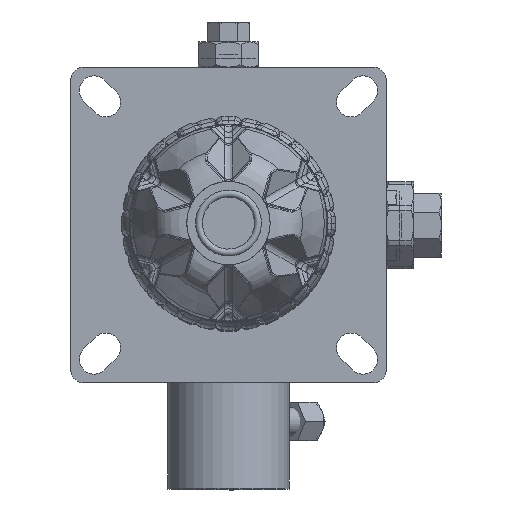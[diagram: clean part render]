
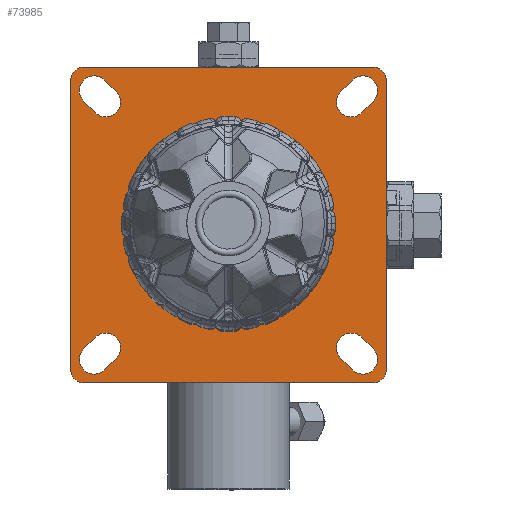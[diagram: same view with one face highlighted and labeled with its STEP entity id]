
A CAD part, top view. The second image highlights one B-rep face of the part: STEP entity #73985.
In plain terms, the highlighted planar face has unit normal (0, 0, 1).
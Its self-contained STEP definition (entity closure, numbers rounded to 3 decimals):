
#7950=FACE_BOUND('',#20375,.T.);
#7951=FACE_BOUND('',#20376,.T.);
#7952=FACE_BOUND('',#20377,.T.);
#7953=FACE_BOUND('',#20378,.T.);
#10150=LINE('',#109958,#12785);
#10151=LINE('',#109962,#12786);
#10152=LINE('',#109966,#12787);
#10153=LINE('',#109969,#12788);
#10154=LINE('',#109972,#12789);
#10155=LINE('',#109976,#12790);
#10156=LINE('',#109980,#12791);
#10157=LINE('',#109984,#12792);
#10158=LINE('',#109988,#12793);
#10159=LINE('',#109992,#12794);
#10160=LINE('',#109996,#12795);
#10161=LINE('',#110000,#12796);
#12785=VECTOR('',#88923,10.);
#12786=VECTOR('',#88926,10.);
#12787=VECTOR('',#88929,10.);
#12788=VECTOR('',#88932,10.);
#12789=VECTOR('',#88933,10.);
#12790=VECTOR('',#88936,10.);
#12791=VECTOR('',#88939,10.);
#12792=VECTOR('',#88942,10.);
#12793=VECTOR('',#88945,10.);
#12794=VECTOR('',#88948,10.);
#12795=VECTOR('',#88951,10.);
#12796=VECTOR('',#88954,10.);
#15684=FACE_OUTER_BOUND('',#20374,.T.);
#20374=EDGE_LOOP('',(#52438,#52439,#52440,#52441,#52442,#52443,#52444,#52445));
#20375=EDGE_LOOP('',(#52446,#52447,#52448,#52449));
#20376=EDGE_LOOP('',(#52450,#52451,#52452,#52453));
#20377=EDGE_LOOP('',(#52454,#52455,#52456,#52457));
#20378=EDGE_LOOP('',(#52458,#52459,#52460,#52461));
#24515=CIRCLE('',#79387,8.);
#24516=CIRCLE('',#79388,8.);
#24517=CIRCLE('',#79389,8.);
#24518=CIRCLE('',#79390,8.);
#24519=CIRCLE('',#79391,8.5);
#24520=CIRCLE('',#79392,8.5);
#24521=CIRCLE('',#79393,8.5);
#24522=CIRCLE('',#79394,8.5);
#24523=CIRCLE('',#79395,8.5);
#24524=CIRCLE('',#79396,8.5);
#24525=CIRCLE('',#79397,8.5);
#24526=CIRCLE('',#79398,8.5);
#29453=VERTEX_POINT('',#109954);
#29454=VERTEX_POINT('',#109955);
#29455=VERTEX_POINT('',#109957);
#29456=VERTEX_POINT('',#109959);
#29457=VERTEX_POINT('',#109961);
#29458=VERTEX_POINT('',#109963);
#29459=VERTEX_POINT('',#109965);
#29460=VERTEX_POINT('',#109967);
#29461=VERTEX_POINT('',#109970);
#29462=VERTEX_POINT('',#109971);
#29463=VERTEX_POINT('',#109973);
#29464=VERTEX_POINT('',#109975);
#29465=VERTEX_POINT('',#109978);
#29466=VERTEX_POINT('',#109979);
#29467=VERTEX_POINT('',#109981);
#29468=VERTEX_POINT('',#109983);
#29469=VERTEX_POINT('',#109986);
#29470=VERTEX_POINT('',#109987);
#29471=VERTEX_POINT('',#109989);
#29472=VERTEX_POINT('',#109991);
#29473=VERTEX_POINT('',#109994);
#29474=VERTEX_POINT('',#109995);
#29475=VERTEX_POINT('',#109997);
#29476=VERTEX_POINT('',#109999);
#37500=EDGE_CURVE('',#29453,#29454,#24515,.T.);
#37501=EDGE_CURVE('',#29455,#29453,#10150,.T.);
#37502=EDGE_CURVE('',#29456,#29455,#24516,.T.);
#37503=EDGE_CURVE('',#29457,#29456,#10151,.T.);
#37504=EDGE_CURVE('',#29458,#29457,#24517,.T.);
#37505=EDGE_CURVE('',#29459,#29458,#10152,.T.);
#37506=EDGE_CURVE('',#29460,#29459,#24518,.T.);
#37507=EDGE_CURVE('',#29454,#29460,#10153,.T.);
#37508=EDGE_CURVE('',#29461,#29462,#10154,.T.);
#37509=EDGE_CURVE('',#29462,#29463,#24519,.T.);
#37510=EDGE_CURVE('',#29463,#29464,#10155,.T.);
#37511=EDGE_CURVE('',#29464,#29461,#24520,.T.);
#37512=EDGE_CURVE('',#29465,#29466,#10156,.T.);
#37513=EDGE_CURVE('',#29466,#29467,#24521,.T.);
#37514=EDGE_CURVE('',#29467,#29468,#10157,.T.);
#37515=EDGE_CURVE('',#29468,#29465,#24522,.T.);
#37516=EDGE_CURVE('',#29469,#29470,#10158,.T.);
#37517=EDGE_CURVE('',#29470,#29471,#24523,.T.);
#37518=EDGE_CURVE('',#29471,#29472,#10159,.T.);
#37519=EDGE_CURVE('',#29472,#29469,#24524,.T.);
#37520=EDGE_CURVE('',#29473,#29474,#10160,.T.);
#37521=EDGE_CURVE('',#29474,#29475,#24525,.T.);
#37522=EDGE_CURVE('',#29475,#29476,#10161,.T.);
#37523=EDGE_CURVE('',#29476,#29473,#24526,.T.);
#52438=ORIENTED_EDGE('',*,*,#37500,.F.);
#52439=ORIENTED_EDGE('',*,*,#37501,.F.);
#52440=ORIENTED_EDGE('',*,*,#37502,.F.);
#52441=ORIENTED_EDGE('',*,*,#37503,.F.);
#52442=ORIENTED_EDGE('',*,*,#37504,.F.);
#52443=ORIENTED_EDGE('',*,*,#37505,.F.);
#52444=ORIENTED_EDGE('',*,*,#37506,.F.);
#52445=ORIENTED_EDGE('',*,*,#37507,.F.);
#52446=ORIENTED_EDGE('',*,*,#37508,.T.);
#52447=ORIENTED_EDGE('',*,*,#37509,.T.);
#52448=ORIENTED_EDGE('',*,*,#37510,.T.);
#52449=ORIENTED_EDGE('',*,*,#37511,.T.);
#52450=ORIENTED_EDGE('',*,*,#37512,.T.);
#52451=ORIENTED_EDGE('',*,*,#37513,.T.);
#52452=ORIENTED_EDGE('',*,*,#37514,.T.);
#52453=ORIENTED_EDGE('',*,*,#37515,.T.);
#52454=ORIENTED_EDGE('',*,*,#37516,.T.);
#52455=ORIENTED_EDGE('',*,*,#37517,.T.);
#52456=ORIENTED_EDGE('',*,*,#37518,.T.);
#52457=ORIENTED_EDGE('',*,*,#37519,.T.);
#52458=ORIENTED_EDGE('',*,*,#37520,.T.);
#52459=ORIENTED_EDGE('',*,*,#37521,.T.);
#52460=ORIENTED_EDGE('',*,*,#37522,.T.);
#52461=ORIENTED_EDGE('',*,*,#37523,.T.);
#67688=PLANE('',#79386);
#73985=ADVANCED_FACE('',(#15684,#7950,#7951,#7952,#7953),#67688,.T.);
#79386=AXIS2_PLACEMENT_3D('',#109953,#88919,#88920);
#79387=AXIS2_PLACEMENT_3D('',#109956,#88921,#88922);
#79388=AXIS2_PLACEMENT_3D('',#109960,#88924,#88925);
#79389=AXIS2_PLACEMENT_3D('',#109964,#88927,#88928);
#79390=AXIS2_PLACEMENT_3D('',#109968,#88930,#88931);
#79391=AXIS2_PLACEMENT_3D('',#109974,#88934,#88935);
#79392=AXIS2_PLACEMENT_3D('',#109977,#88937,#88938);
#79393=AXIS2_PLACEMENT_3D('',#109982,#88940,#88941);
#79394=AXIS2_PLACEMENT_3D('',#109985,#88943,#88944);
#79395=AXIS2_PLACEMENT_3D('',#109990,#88946,#88947);
#79396=AXIS2_PLACEMENT_3D('',#109993,#88949,#88950);
#79397=AXIS2_PLACEMENT_3D('',#109998,#88952,#88953);
#79398=AXIS2_PLACEMENT_3D('',#110001,#88955,#88956);
#88919=DIRECTION('center_axis',(0.,0.,1.));
#88920=DIRECTION('ref_axis',(1.,0.,0.));
#88921=DIRECTION('center_axis',(0.,0.,-1.));
#88922=DIRECTION('ref_axis',(-1.,0.,0.));
#88923=DIRECTION('',(1.,0.,0.));
#88924=DIRECTION('center_axis',(0.,0.,-1.));
#88925=DIRECTION('ref_axis',(0.,-1.,0.));
#88926=DIRECTION('',(0.,1.,0.));
#88927=DIRECTION('center_axis',(0.,0.,-1.));
#88928=DIRECTION('ref_axis',(1.,0.,0.));
#88929=DIRECTION('',(-1.,0.,0.));
#88930=DIRECTION('center_axis',(0.,0.,-1.));
#88931=DIRECTION('ref_axis',(0.,1.,0.));
#88932=DIRECTION('',(0.,-1.,0.));
#88933=DIRECTION('',(-0.707,0.707,0.));
#88934=DIRECTION('center_axis',(0.,0.,-1.));
#88935=DIRECTION('ref_axis',(0.707,0.707,0.));
#88936=DIRECTION('',(0.707,-0.707,0.));
#88937=DIRECTION('center_axis',(0.,0.,-1.));
#88938=DIRECTION('ref_axis',(-0.707,-0.707,0.));
#88939=DIRECTION('',(-0.707,-0.707,0.));
#88940=DIRECTION('center_axis',(0.,0.,-1.));
#88941=DIRECTION('ref_axis',(-0.707,0.707,0.));
#88942=DIRECTION('',(0.707,0.707,0.));
#88943=DIRECTION('center_axis',(0.,0.,-1.));
#88944=DIRECTION('ref_axis',(0.707,-0.707,0.));
#88945=DIRECTION('',(0.707,-0.707,0.));
#88946=DIRECTION('center_axis',(0.,0.,-1.));
#88947=DIRECTION('ref_axis',(-0.707,-0.707,0.));
#88948=DIRECTION('',(-0.707,0.707,0.));
#88949=DIRECTION('center_axis',(0.,0.,-1.));
#88950=DIRECTION('ref_axis',(0.707,0.707,0.));
#88951=DIRECTION('',(0.707,0.707,0.));
#88952=DIRECTION('center_axis',(0.,0.,-1.));
#88953=DIRECTION('ref_axis',(0.707,-0.707,0.));
#88954=DIRECTION('',(-0.707,-0.707,0.));
#88955=DIRECTION('center_axis',(0.,0.,-1.));
#88956=DIRECTION('ref_axis',(-0.707,0.707,0.));
#109953=CARTESIAN_POINT('Origin',(0.,0.,
4.));
#109954=CARTESIAN_POINT('',(83.,91.,4.));
#109955=CARTESIAN_POINT('',(91.,83.,4.));
#109956=CARTESIAN_POINT('Origin',(83.,83.,4.));
#109957=CARTESIAN_POINT('',(-83.,91.,4.));
#109958=CARTESIAN_POINT('',(-83.,91.,4.));
#109959=CARTESIAN_POINT('',(-91.,83.,4.));
#109960=CARTESIAN_POINT('Origin',(-83.,83.,4.));
#109961=CARTESIAN_POINT('',(-91.,-83.,4.));
#109962=CARTESIAN_POINT('',(-91.,-83.,4.));
#109963=CARTESIAN_POINT('',(-83.,-91.,4.));
#109964=CARTESIAN_POINT('Origin',(-83.,-83.,4.));
#109965=CARTESIAN_POINT('',(83.,-91.,4.));
#109966=CARTESIAN_POINT('',(83.,-91.,4.));
#109967=CARTESIAN_POINT('',(91.,-83.,4.));
#109968=CARTESIAN_POINT('Origin',(83.,-83.,4.));
#109969=CARTESIAN_POINT('',(91.,83.,4.));
#109970=CARTESIAN_POINT('',(-76.721,64.7,4.));
#109971=CARTESIAN_POINT('',(-83.439,71.418,4.));
#109972=CARTESIAN_POINT('',(-41.366,29.345,4.));
#109973=CARTESIAN_POINT('',(-71.418,83.439,4.));
#109974=CARTESIAN_POINT('Origin',(-77.428,77.428,4.));
#109975=CARTESIAN_POINT('',(-64.7,76.721,4.));
#109976=CARTESIAN_POINT('',(-32.704,44.725,4.));
#109977=CARTESIAN_POINT('Origin',(-70.711,70.711,4.));
#109978=CARTESIAN_POINT('',(-64.7,-76.721,4.));
#109979=CARTESIAN_POINT('',(-71.418,-83.439,4.));
#109980=CARTESIAN_POINT('',(-29.345,-41.366,4.));
#109981=CARTESIAN_POINT('',(-83.439,-71.418,4.));
#109982=CARTESIAN_POINT('Origin',(-77.428,-77.428,4.));
#109983=CARTESIAN_POINT('',(-76.721,-64.7,4.));
#109984=CARTESIAN_POINT('',(-44.725,-32.704,4.));
#109985=CARTESIAN_POINT('Origin',(-70.711,-70.711,4.));
#109986=CARTESIAN_POINT('',(76.721,-64.7,4.));
#109987=CARTESIAN_POINT('',(83.439,-71.418,4.));
#109988=CARTESIAN_POINT('',(41.366,-29.345,4.));
#109989=CARTESIAN_POINT('',(71.418,-83.439,4.));
#109990=CARTESIAN_POINT('Origin',(77.428,-77.428,4.));
#109991=CARTESIAN_POINT('',(64.7,-76.721,4.));
#109992=CARTESIAN_POINT('',(32.704,-44.725,4.));
#109993=CARTESIAN_POINT('Origin',(70.711,-70.711,4.));
#109994=CARTESIAN_POINT('',(64.7,76.721,4.));
#109995=CARTESIAN_POINT('',(71.418,83.439,4.));
#109996=CARTESIAN_POINT('',(29.345,41.366,4.));
#109997=CARTESIAN_POINT('',(83.439,71.418,4.));
#109998=CARTESIAN_POINT('Origin',(77.428,77.428,4.));
#109999=CARTESIAN_POINT('',(76.721,64.7,4.));
#110000=CARTESIAN_POINT('',(44.725,32.704,4.));
#110001=CARTESIAN_POINT('Origin',(70.711,70.711,4.));
